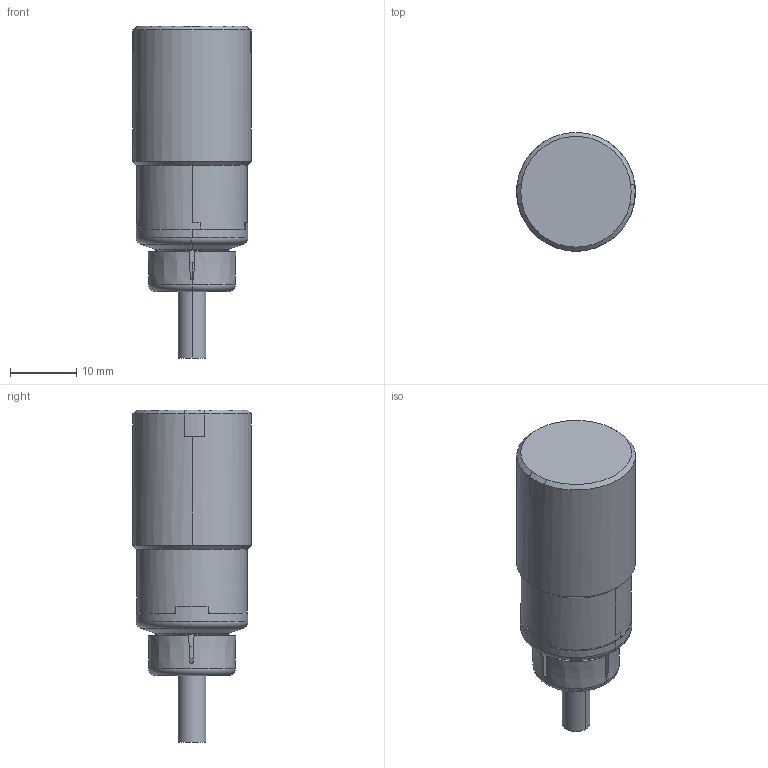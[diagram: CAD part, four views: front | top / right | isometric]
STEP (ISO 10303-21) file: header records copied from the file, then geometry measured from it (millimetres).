
FILE_DESCRIPTION((''),'2;1');
FILE_NAME('038','2021-03-03T11:21:38',('axu'),(''),'CREO PARAMETRIC BY PTC INC, 2019292','CREO PARAMETRIC BY PTC INC, 2019292','');
FILE_SCHEMA(('CONFIG_CONTROL_DESIGN','SHAPE_APPEARANCE_LAYERS_GROUPS'));
Length unit declared in the file: millimetre
Products named in the file (1): 038
Bounding box: 17.88 x 17.88 x 50 mm (x, y, z)
Volume: 8787.7 mm3; surface area: 3258.3 mm2
Topology: 1 solids, 2 shells, 196 faces, 573 edges, 371 vertices
Faces by surface type: plane 68, cylinder 66, cone 24, torus 18, bspline 18, sphere 2
Entity records: 9946 total; most frequent: CARTESIAN_POINT 2520, ORIENTED_EDGE 1136, DIRECTION 1036, EDGE_CURVE 568, AXIS2_PLACEMENT_3D 418, FILL_AREA_STYLE_COLOUR 366, FILL_AREA_STYLE 366, SURFACE_STYLE_FILL_AREA 366
